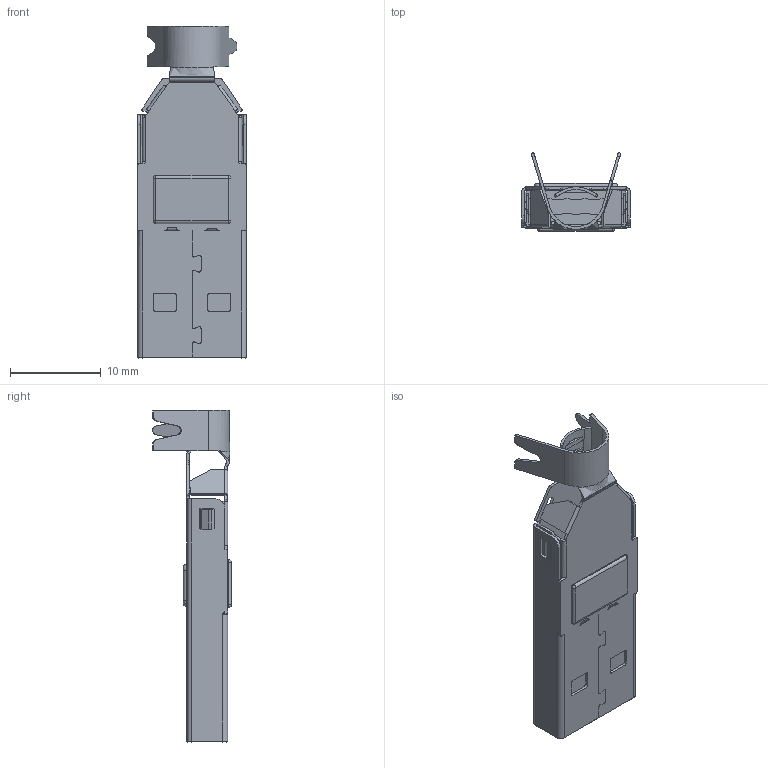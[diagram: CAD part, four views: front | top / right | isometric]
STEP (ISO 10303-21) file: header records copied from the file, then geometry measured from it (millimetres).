
FILE_DESCRIPTION (( 'STEP AP214' ), '1' );
FILE_NAME ('24-02543---Customer-P(028)A123.STEP', '2020-06-26T08:12:17', ( '' ), ( '' ), 'SwSTEP 2.0', 'SolidWorks 2018', '' );
FILE_SCHEMA (( 'AUTOMOTIVE_DESIGN' ));
Length unit declared in the file: millimetre
Products named in the file (2): 24-02543---Customer-P(028)A123
Bounding box: 12 x 8.69 x 36.68 mm (x, y, z)
Volume: 698 mm3; surface area: 3186.4 mm2
Topology: 14 solids, 14 shells, 1142 faces, 3168 edges, 2006 vertices
Faces by surface type: plane 808, cylinder 253, bspline 51, torus 14, sphere 12, cone 4
Entity records: 44686 total; most frequent: CARTESIAN_POINT 8122, ORIENTED_EDGE 6310, DIRECTION 5758, EDGE_CURVE 3155, VECTOR 2512, LINE 2512, VERTEX_POINT 2006, AXIS2_PLACEMENT_3D 1623
